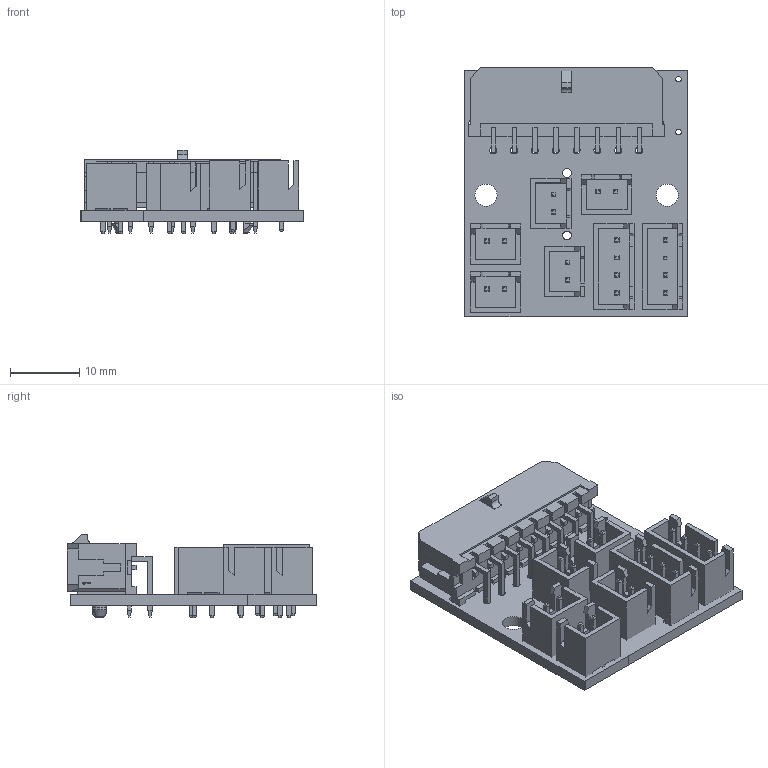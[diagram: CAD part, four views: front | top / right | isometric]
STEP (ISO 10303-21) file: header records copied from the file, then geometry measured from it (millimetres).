
FILE_DESCRIPTION(/* description */ (''),/* implementation_level */ '2;1');
FILE_NAME(/* name */ 'Carabiner Populated v2.step',/* time_stamp */ '2020-08-03T12:17:18+02:00',/* author */ (''),/* organization */ (''),/* preprocessor_version */ 'ST-DEVELOPER v18.1',/* originating_system */ 'Autodesk Translation Framework v9.3.0.1241',/* authorisation */ '');
FILE_SCHEMA (('AUTOMOTIVE_DESIGN { 1 0 10303 214 3 1 1 }'));
Length unit declared in the file: millimetre
Products named in the file (5): Carabiner Populated; COMPOUND; Molex Micro-Fit 16pin horizontal (MicroFit); JST - XH - Thru (V) - 2Pin - 2.54mm; JST - XH - Thru (V) - 4Pin - 2.54mm
Assembly tree (9 placements, depth 2):
  Carabiner Populated
    COMPOUND
    Molex Micro-Fit 16pin horizontal (MicroFit)
    JST - XH - Thru (V) - 2Pin - 2.54mm  x5
    JST - XH - Thru (V) - 4Pin - 2.54mm  x2
Bounding box: 32.1 x 35.9 x 12.08 mm (x, y, z)
Volume: 3870.6 mm3; surface area: 8878.4 mm2
Topology: 9 solids, 149 shells, 2561 faces, 6200 edges, 3991 vertices
Faces by surface type: plane 2233, bspline 273, cylinder 51, cone 2, torus 2
Full cylindrical faces by diameter (mm): 0.8 x2, 0.95 x8, 1 x10, 1.02 x16, 1.27 x2, 3 x2, 3.2 x2
Entity records: 38380 total; most frequent: CARTESIAN_POINT 8122, ORIENTED_EDGE 6316, DIRECTION 5536, EDGE_CURVE 3158, LINE 2886, VECTOR 2886, VERTEX_POINT 2011, EDGE_LOOP 1431
